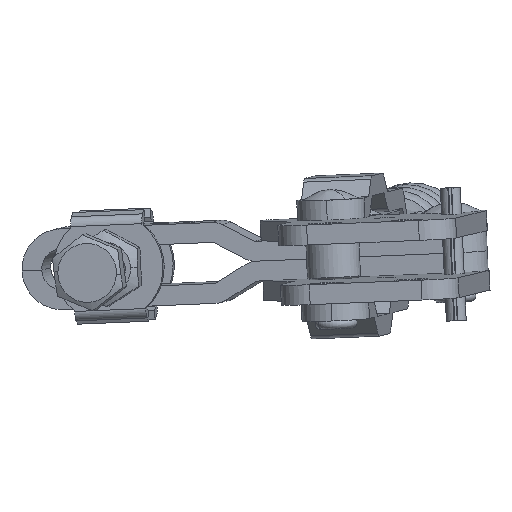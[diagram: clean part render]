
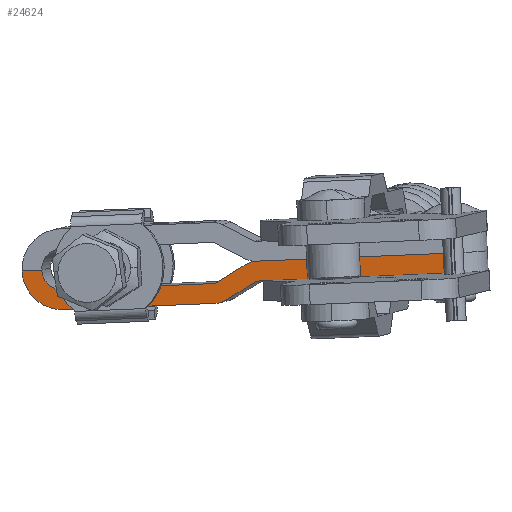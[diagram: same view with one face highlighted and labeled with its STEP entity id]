
A CAD part, front view. The second image highlights one B-rep face of the part: STEP entity #24624.
In plain terms, the highlighted face is planar.
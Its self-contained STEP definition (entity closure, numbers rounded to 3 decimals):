
#59 = DIRECTION ( 'NONE',  ( 1., 0., 0. ) ) ;
#202 = VECTOR ( 'NONE', #10385, 1000. ) ;
#498 = DIRECTION ( 'NONE',  ( -1., 0., 0. ) ) ;
#1163 = VECTOR ( 'NONE', #29933, 1000. ) ;
#1341 = DIRECTION ( 'NONE',  ( -0.872, 0.49, 0. ) ) ;
#1390 = VERTEX_POINT ( 'NONE', #12928 ) ;
#1847 = EDGE_CURVE ( 'NONE', #1390, #12134, #2663, .T. ) ;
#2027 = DIRECTION ( 'NONE',  ( 0., 0., -1. ) ) ;
#2167 = CARTESIAN_POINT ( 'NONE',  ( 971.714, 269.583, 0. ) ) ;
#2561 = DIRECTION ( 'NONE',  ( 0., 1., 0. ) ) ;
#2663 = CIRCLE ( 'NONE', #27657, 6.1 ) ;
#3833 = VERTEX_POINT ( 'NONE', #9958 ) ;
#4526 = CARTESIAN_POINT ( 'NONE',  ( 994.814, 269.583, 0. ) ) ;
#4536 = AXIS2_PLACEMENT_3D ( 'NONE', #18100, #2027, #20789 ) ;
#5028 = VERTEX_POINT ( 'NONE', #18129 ) ;
#5150 = CARTESIAN_POINT ( 'NONE',  ( 999.644, 263.868, 0. ) ) ;
#5254 = CARTESIAN_POINT ( 'NONE',  ( 996.284, 269.198, 0. ) ) ;
#5439 = VECTOR ( 'NONE', #15972, 1000. ) ;
#5661 = CARTESIAN_POINT ( 'NONE',  ( 1001.114, 266.483, 0. ) ) ;
#5750 = ORIENTED_EDGE ( 'NONE', *, *, #34603, .T. ) ;
#6109 = EDGE_CURVE ( 'NONE', #29198, #24244, #8290, .T. ) ;
#6266 = VERTEX_POINT ( 'NONE', #34039 ) ;
#6466 = DIRECTION ( 'NONE',  ( 0., 0., 1. ) ) ;
#7495 = EDGE_LOOP ( 'NONE', ( #28033, #5750, #16119, #11581, #27679, #31290, #27574, #10850, #13873, #19683, #34138, #18215 ) ) ;
#8174 = VECTOR ( 'NONE', #17428, 1000. ) ;
#8290 = LINE ( 'NONE', #21757, #1163 ) ;
#8385 = DIRECTION ( 'NONE',  ( 1., 0., 0. ) ) ;
#9207 = DIRECTION ( 'NONE',  ( 1., 0., 0. ) ) ;
#9783 = VECTOR ( 'NONE', #498, 1000. ) ;
#9958 = CARTESIAN_POINT ( 'NONE',  ( 1031.52, 263.483, 0. ) ) ;
#10193 = EDGE_CURVE ( 'NONE', #6266, #32967, #19724, .T. ) ;
#10385 = DIRECTION ( 'NONE',  ( 1., 0., 0. ) ) ;
#10850 = ORIENTED_EDGE ( 'NONE', *, *, #15935, .T. ) ;
#11350 = CIRCLE ( 'NONE', #4536, 3. ) ;
#11581 = ORIENTED_EDGE ( 'NONE', *, *, #10193, .T. ) ;
#12134 = VERTEX_POINT ( 'NONE', #27409 ) ;
#12408 = EDGE_CURVE ( 'NONE', #3833, #21433, #25116, .T. ) ;
#12803 = LINE ( 'NONE', #2167, #202 ) ;
#12928 = CARTESIAN_POINT ( 'NONE',  ( 965.614, 263.483, 0. ) ) ;
#13083 = DIRECTION ( 'NONE',  ( 0., 0., -1. ) ) ;
#13873 = ORIENTED_EDGE ( 'NONE', *, *, #20507, .T. ) ;
#14762 = CARTESIAN_POINT ( 'NONE',  ( 1035.614, 266.483, 0. ) ) ;
#15778 = EDGE_CURVE ( 'NONE', #24244, #21433, #21592, .T. ) ;
#15935 = EDGE_CURVE ( 'NONE', #12134, #27818, #12803, .T. ) ;
#15972 = DIRECTION ( 'NONE',  ( -1., 0., 0. ) ) ;
#15991 = CARTESIAN_POINT ( 'NONE',  ( 1001.114, 263.483, 0. ) ) ;
#16111 = DIRECTION ( 'NONE',  ( 0., 0., 1. ) ) ;
#16119 = ORIENTED_EDGE ( 'NONE', *, *, #29925, .T. ) ;
#16570 = CARTESIAN_POINT ( 'NONE',  ( 968.614, 263.483, 0. ) ) ;
#16886 = LINE ( 'NONE', #16570, #9783 ) ;
#17116 = VECTOR ( 'NONE', #1341, 1000. ) ;
#17428 = DIRECTION ( 'NONE',  ( 1., 0., 0. ) ) ;
#17587 = VECTOR ( 'NONE', #31875, 1000. ) ;
#18010 = VECTOR ( 'NONE', #2561, 1000. ) ;
#18042 = EDGE_CURVE ( 'NONE', #27382, #1390, #16886, .T. ) ;
#18100 = CARTESIAN_POINT ( 'NONE',  ( 994.814, 266.583, 0. ) ) ;
#18129 = CARTESIAN_POINT ( 'NONE',  ( 1001.114, 263.483, 0. ) ) ;
#18215 = ORIENTED_EDGE ( 'NONE', *, *, #12408, .F. ) ;
#19683 = ORIENTED_EDGE ( 'NONE', *, *, #6109, .T. ) ;
#19724 = LINE ( 'NONE', #31747, #5439 ) ;
#19777 = CARTESIAN_POINT ( 'NONE',  ( 1001.114, 266.483, 0. ) ) ;
#20507 = EDGE_CURVE ( 'NONE', #27818, #29198, #11350, .T. ) ;
#20511 = CIRCLE ( 'NONE', #23531, 3.1 ) ;
#20586 = AXIS2_PLACEMENT_3D ( 'NONE', #24044, #16111, #59 ) ;
#20789 = DIRECTION ( 'NONE',  ( 1., 0., 0. ) ) ;
#21433 = VERTEX_POINT ( 'NONE', #29657 ) ;
#21592 = LINE ( 'NONE', #14762, #8174 ) ;
#21757 = CARTESIAN_POINT ( 'NONE',  ( 1001.114, 266.483, 0. ) ) ;
#21873 = FACE_OUTER_BOUND ( 'NONE', #7495, .T. ) ;
#21929 = CIRCLE ( 'NONE', #33471, 3. ) ;
#22506 = CARTESIAN_POINT ( 'NONE',  ( 971.714, 263.483, 0. ) ) ;
#23447 = VERTEX_POINT ( 'NONE', #5150 ) ;
#23531 = AXIS2_PLACEMENT_3D ( 'NONE', #22506, #6466, #25202 ) ;
#24044 = CARTESIAN_POINT ( 'NONE',  ( 1001.114, 266.483, 0. ) ) ;
#24211 = LINE ( 'NONE', #33399, #17116 ) ;
#24244 = VERTEX_POINT ( 'NONE', #19777 ) ;
#24405 = DIRECTION ( 'NONE',  ( 0., 0., -1. ) ) ;
#24624 = ADVANCED_FACE ( 'NONE', ( #21873 ), #29444, .F. ) ;
#25116 = LINE ( 'NONE', #29274, #18010 ) ;
#25202 = DIRECTION ( 'NONE',  ( 1., 0., 0. ) ) ;
#27382 = VERTEX_POINT ( 'NONE', #31152 ) ;
#27409 = CARTESIAN_POINT ( 'NONE',  ( 971.714, 269.583, 0. ) ) ;
#27574 = ORIENTED_EDGE ( 'NONE', *, *, #1847, .T. ) ;
#27657 = AXIS2_PLACEMENT_3D ( 'NONE', #33152, #13083, #9207 ) ;
#27679 = ORIENTED_EDGE ( 'NONE', *, *, #28808, .T. ) ;
#27818 = VERTEX_POINT ( 'NONE', #4526 ) ;
#28033 = ORIENTED_EDGE ( 'NONE', *, *, #28552, .T. ) ;
#28552 = EDGE_CURVE ( 'NONE', #3833, #5028, #31798, .T. ) ;
#28808 = EDGE_CURVE ( 'NONE', #32967, #27382, #20511, .T. ) ;
#29198 = VERTEX_POINT ( 'NONE', #5254 ) ;
#29274 = CARTESIAN_POINT ( 'NONE',  ( 1031.52, 252.183, 0. ) ) ;
#29444 = PLANE ( 'NONE',  #20586 ) ;
#29657 = CARTESIAN_POINT ( 'NONE',  ( 1031.52, 266.483, 0. ) ) ;
#29925 = EDGE_CURVE ( 'NONE', #23447, #6266, #24211, .T. ) ;
#29933 = DIRECTION ( 'NONE',  ( 0.872, -0.49, 0. ) ) ;
#31152 = CARTESIAN_POINT ( 'NONE',  ( 968.614, 263.483, 0. ) ) ;
#31290 = ORIENTED_EDGE ( 'NONE', *, *, #18042, .T. ) ;
#31747 = CARTESIAN_POINT ( 'NONE',  ( 971.714, 266.583, 0. ) ) ;
#31798 = LINE ( 'NONE', #15991, #17587 ) ;
#31875 = DIRECTION ( 'NONE',  ( -1., 0., 0. ) ) ;
#32967 = VERTEX_POINT ( 'NONE', #33455 ) ;
#33152 = CARTESIAN_POINT ( 'NONE',  ( 971.714, 263.483, 0. ) ) ;
#33399 = CARTESIAN_POINT ( 'NONE',  ( 999.644, 263.868, 0. ) ) ;
#33455 = CARTESIAN_POINT ( 'NONE',  ( 971.714, 266.583, 0. ) ) ;
#33471 = AXIS2_PLACEMENT_3D ( 'NONE', #5661, #24405, #8385 ) ;
#34039 = CARTESIAN_POINT ( 'NONE',  ( 994.814, 266.583, 0. ) ) ;
#34138 = ORIENTED_EDGE ( 'NONE', *, *, #15778, .T. ) ;
#34603 = EDGE_CURVE ( 'NONE', #5028, #23447, #21929, .T. ) ;
